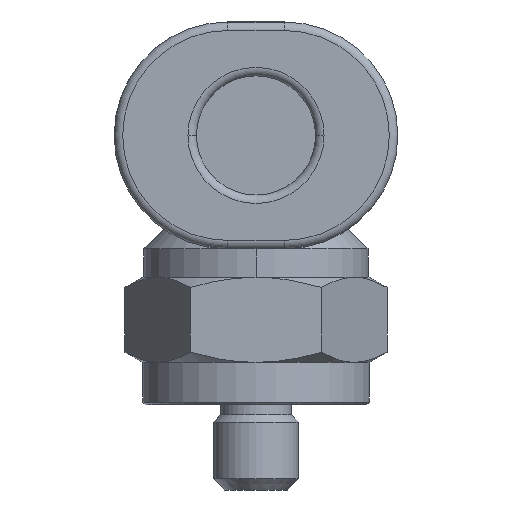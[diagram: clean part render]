
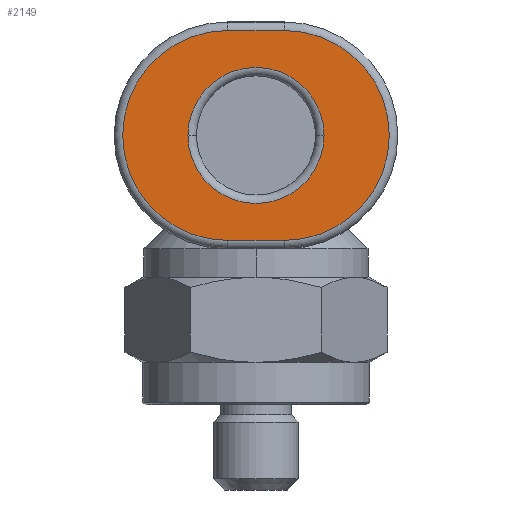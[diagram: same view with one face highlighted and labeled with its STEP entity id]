
A CAD part, front view. The second image highlights one B-rep face of the part: STEP entity #2149.
In plain terms, the highlighted planar face has unit normal (0, -1, 0).
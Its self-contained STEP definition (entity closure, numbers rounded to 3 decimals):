
#815=CARTESIAN_POINT('',(2.4,-12.7,4.25));
#816=VERTEX_POINT('',#815);
#824=CARTESIAN_POINT('',(-2.4,-12.7,4.25));
#825=VERTEX_POINT('',#824);
#826=CARTESIAN_POINT('',(0.0,-12.7,4.25));
#827=DIRECTION('',(0.0,-1.0,0.0));
#828=DIRECTION('',(1.0,0.0,0.0));
#829=AXIS2_PLACEMENT_3D('',#826,#827,#828);
#830=CIRCLE('',#829,2.4);
#831=EDGE_CURVE('',#816,#825,#830,.T.);
#1962=CARTESIAN_POINT('',(-1.0,-12.7,0.55));
#1963=VERTEX_POINT('',#1962);
#1964=CARTESIAN_POINT('',(-1.,-12.7,7.95));
#1965=VERTEX_POINT('',#1964);
#1966=CARTESIAN_POINT('',(-1.0,-12.7,4.25));
#1967=DIRECTION('',(0.0,1.0,0.0));
#1968=DIRECTION('',(-1.0,0.0,0.0));
#1969=AXIS2_PLACEMENT_3D('',#1966,#1967,#1968);
#1970=CIRCLE('',#1969,3.7);
#1971=EDGE_CURVE('',#1963,#1965,#1970,.T.);
#2006=CARTESIAN_POINT('',(1.,-12.7,7.95));
#2007=VERTEX_POINT('',#2006);
#2008=CARTESIAN_POINT('',(-1.,-12.7,7.95));
#2009=DIRECTION('',(1.0,0.0,0.0));
#2010=VECTOR('',#2009,2.);
#2011=LINE('',#2008,#2010);
#2012=EDGE_CURVE('',#1965,#2007,#2011,.T.);
#2046=CARTESIAN_POINT('',(1.0,-12.7,0.55));
#2047=VERTEX_POINT('',#2046);
#2055=CARTESIAN_POINT('',(1.0,-12.7,0.55));
#2056=DIRECTION('',(-1.0,0.0,0.0));
#2057=VECTOR('',#2056,2.0);
#2058=LINE('',#2055,#2057);
#2059=EDGE_CURVE('',#2047,#1963,#2058,.T.);
#2070=CARTESIAN_POINT('',(1.0,-12.7,4.25));
#2071=DIRECTION('',(0.,1.0,0.));
#2072=DIRECTION('',(1.0,0.,0.));
#2073=AXIS2_PLACEMENT_3D('',#2070,#2071,#2072);
#2074=CIRCLE('',#2073,3.7);
#2075=EDGE_CURVE('',#2007,#2047,#2074,.T.);
#2128=CARTESIAN_POINT('',(0.,-12.7,4.25));
#2129=DIRECTION('',(0.0,1.0,0.0));
#2130=DIRECTION('',(1.0,0.0,0.0));
#2131=AXIS2_PLACEMENT_3D('',#2128,#2129,#2130);
#2132=PLANE('',#2131);
#2133=ORIENTED_EDGE('',*,*,#1971,.F.);
#2134=ORIENTED_EDGE('',*,*,#2059,.F.);
#2135=ORIENTED_EDGE('',*,*,#2075,.F.);
#2136=ORIENTED_EDGE('',*,*,#2012,.F.);
#2137=EDGE_LOOP('',(#2133,#2134,#2135,#2136));
#2138=FACE_OUTER_BOUND('',#2137,.T.);
#2139=CARTESIAN_POINT('',(0.0,-12.7,4.25));
#2140=DIRECTION('',(0.0,-1.0,0.0));
#2141=DIRECTION('',(1.0,0.0,0.0));
#2142=AXIS2_PLACEMENT_3D('',#2139,#2140,#2141);
#2143=CIRCLE('',#2142,2.4);
#2144=EDGE_CURVE('',#825,#816,#2143,.T.);
#2145=ORIENTED_EDGE('',*,*,#2144,.F.);
#2146=ORIENTED_EDGE('',*,*,#831,.F.);
#2147=EDGE_LOOP('',(#2145,#2146));
#2148=FACE_BOUND('',#2147,.T.);
#2149=ADVANCED_FACE('',(#2138,#2148),#2132,.F.);
